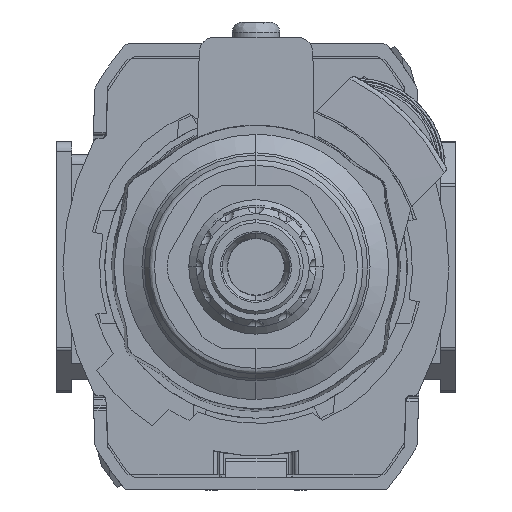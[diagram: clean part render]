
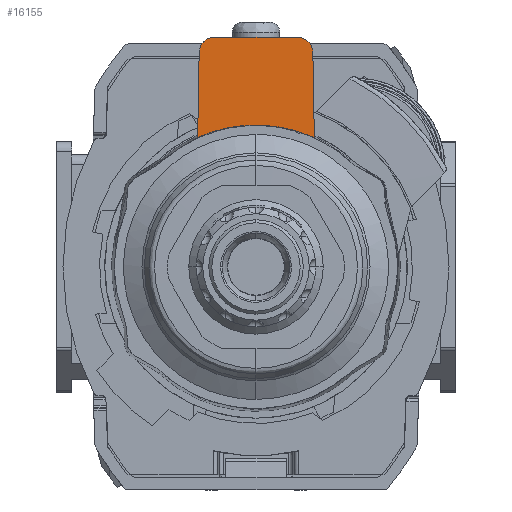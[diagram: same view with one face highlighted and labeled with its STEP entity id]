
A CAD part, front view. The second image highlights one B-rep face of the part: STEP entity #16155.
In plain terms, the highlighted planar face has unit normal (0, -1, 0).
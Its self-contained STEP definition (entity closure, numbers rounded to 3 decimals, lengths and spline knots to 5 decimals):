
#317 = CARTESIAN_POINT ( 'NONE',  ( 0.26086, -3.1311, 0.98352 ) ) ;
#1057 = CARTESIAN_POINT ( 'NONE',  ( -0.25878, -3.1311, 1.00183 ) ) ;
#1242 = LINE ( 'NONE', #39350, #24985 ) ;
#1461 = ORIENTED_EDGE ( 'NONE', *, *, #22116, .F. ) ;
#1948 = ORIENTED_EDGE ( 'NONE', *, *, #26230, .F. ) ;
#2307 = DIRECTION ( 'NONE',  ( 0.017, 0., -1. ) ) ;
#2399 = CARTESIAN_POINT ( 'NONE',  ( -0.16165, -3.1311, 0.63611 ) ) ;
#3300 = FACE_OUTER_BOUND ( 'NONE', #8952, .T. ) ;
#3706 = VERTEX_POINT ( 'NONE', #40992 ) ;
#4004 = CARTESIAN_POINT ( 'NONE',  ( -0.23317, -3.1311, 1.03926 ) ) ;
#4049 = EDGE_CURVE ( 'NONE', #3706, #5223, #40331, .T. ) ;
#5223 = VERTEX_POINT ( 'NONE', #32669 ) ;
#5560 = CARTESIAN_POINT ( 'NONE',  ( -0.25756, -3.1311, 0.59834 ) ) ;
#5787 = CARTESIAN_POINT ( 'NONE',  ( 0.16165, -3.1311, 0.63611 ) ) ;
#5921 = LINE ( 'NONE', #9303, #15337 ) ;
#7503 = CARTESIAN_POINT ( 'NONE',  ( 0.19001, -3.1311, 1.05315 ) ) ;
#8529 = AXIS2_PLACEMENT_3D ( 'NONE', #17041, #30782, #13677 ) ;
#8952 = EDGE_LOOP ( 'NONE', ( #29475, #1948, #25732, #35120, #1461, #31860 ) ) ;
#9303 = CARTESIAN_POINT ( 'NONE',  ( 0.26086, -3.1311, 0.98352 ) ) ;
#9400 = CARTESIAN_POINT ( 'NONE',  ( -0.2677, -3.1311, 0.59376 ) ) ;
#10347 = CARTESIAN_POINT ( 'NONE',  ( -0.2609, -3.1311, 0.98352 ) ) ;
#10565 = CARTESIAN_POINT ( 'NONE',  ( -0.26074, -3.1311, 0.99269 ) ) ;
#12143 = CARTESIAN_POINT ( 'NONE',  ( 0.19001, -3.1311, 1.05315 ) ) ;
#12781 = CARTESIAN_POINT ( 'NONE',  ( -0.08084, -3.1311, 0.65133 ) ) ;
#13318 = VECTOR ( 'NONE', #19001, 39.37008 ) ;
#13677 = DIRECTION ( 'NONE',  ( 0., 0., 1. ) ) ;
#13691 = VERTEX_POINT ( 'NONE', #12143 ) ;
#13844 = CARTESIAN_POINT ( 'NONE',  ( 0.20835, -3.1311, 1.05135 ) ) ;
#14779 = B_SPLINE_CURVE_WITH_KNOTS ( 'NONE', 3,
 ( #10347, #10565, #1057, #20911, #41656, #4004, #21350, #24740, #24091, #27683 ),
 .UNSPECIFIED., .F., .F.,
 ( 4, 2, 2, 2, 4 ),
 ( 0., 0.25, 0.5, 0.75, 1. ),
 .UNSPECIFIED. ) ;
#15337 = VECTOR ( 'NONE', #2307, 39.37008 ) ;
#15711 = EDGE_CURVE ( 'NONE', #25441, #17274, #14779, .T. ) ;
#16155 = ADVANCED_FACE ( 'NONE', ( #3300 ), #34397, .F. ) ;
#17041 = CARTESIAN_POINT ( 'NONE',  ( -0.19005, -3.1311, 0.98228 ) ) ;
#17274 = VERTEX_POINT ( 'NONE', #39120 ) ;
#17438 = CARTESIAN_POINT ( 'NONE',  ( 0.2607, -3.1311, 0.99269 ) ) ;
#19001 = DIRECTION ( 'NONE',  ( 1., 0., 0. ) ) ;
#19297 = CARTESIAN_POINT ( 'NONE',  ( 0.26086, -3.1311, 0.98352 ) ) ;
#19540 = CARTESIAN_POINT ( 'NONE',  ( 0.26766, -3.1311, 0.59378 ) ) ;
#20811 = CARTESIAN_POINT ( 'NONE',  ( 0.22533, -3.1311, 1.0444 ) ) ;
#20911 = CARTESIAN_POINT ( 'NONE',  ( -0.25154, -3.1311, 1.01869 ) ) ;
#21350 = CARTESIAN_POINT ( 'NONE',  ( -0.22537, -3.1311, 1.0444 ) ) ;
#22116 = EDGE_CURVE ( 'NONE', #5223, #25441, #1242, .T. ) ;
#23372 = CARTESIAN_POINT ( 'NONE',  ( 0.24729, -3.1311, 0.60266 ) ) ;
#23770 = CARTESIAN_POINT ( 'NONE',  ( 0.25874, -3.1311, 1.00183 ) ) ;
#24091 = CARTESIAN_POINT ( 'NONE',  ( -0.19922, -3.1311, 1.05315 ) ) ;
#24740 = CARTESIAN_POINT ( 'NONE',  ( -0.20839, -3.1311, 1.05135 ) ) ;
#24924 = DIRECTION ( 'NONE',  ( 0.017, 0., 1. ) ) ;
#24985 = VECTOR ( 'NONE', #24924, 39.37008 ) ;
#25441 = VERTEX_POINT ( 'NONE', #33328 ) ;
#25732 = ORIENTED_EDGE ( 'NONE', *, *, #34072, .F. ) ;
#26208 = CARTESIAN_POINT ( 'NONE',  ( -0.19005, -3.1311, 1.05315 ) ) ;
#26230 = EDGE_CURVE ( 'NONE', #13691, #38320, #39657, .T. ) ;
#27683 = CARTESIAN_POINT ( 'NONE',  ( -0.19005, -3.1311, 1.05315 ) ) ;
#29475 = ORIENTED_EDGE ( 'NONE', *, *, #30213, .F. ) ;
#29889 = CARTESIAN_POINT ( 'NONE',  ( 0.08084, -3.1311, 0.65133 ) ) ;
#30213 = EDGE_CURVE ( 'NONE', #38320, #3706, #5921, .T. ) ;
#30558 = CARTESIAN_POINT ( 'NONE',  ( 0.25754, -3.1311, 0.59835 ) ) ;
#30782 = DIRECTION ( 'NONE',  ( 0., 1., 0. ) ) ;
#31860 = ORIENTED_EDGE ( 'NONE', *, *, #4049, .F. ) ;
#32669 = CARTESIAN_POINT ( 'NONE',  ( -0.2677, -3.1311, 0.59376 ) ) ;
#33201 = LINE ( 'NONE', #26208, #13318 ) ;
#33328 = CARTESIAN_POINT ( 'NONE',  ( -0.2609, -3.1311, 0.98352 ) ) ;
#34072 = EDGE_CURVE ( 'NONE', #17274, #13691, #33201, .T. ) ;
#34397 = PLANE ( 'NONE',  #8529 ) ;
#34571 = CARTESIAN_POINT ( 'NONE',  ( 0.2515, -3.1311, 1.01869 ) ) ;
#35120 = ORIENTED_EDGE ( 'NONE', *, *, #15711, .F. ) ;
#36676 = CARTESIAN_POINT ( 'NONE',  ( -0.24731, -3.1311, 0.60265 ) ) ;
#37747 = CARTESIAN_POINT ( 'NONE',  ( 0.19918, -3.1311, 1.05315 ) ) ;
#38203 = CARTESIAN_POINT ( 'NONE',  ( 0.23313, -3.1311, 1.03926 ) ) ;
#38320 = VERTEX_POINT ( 'NONE', #19297 ) ;
#39120 = CARTESIAN_POINT ( 'NONE',  ( -0.19005, -3.1311, 1.05315 ) ) ;
#39350 = CARTESIAN_POINT ( 'NONE',  ( -0.27343, -3.1311, 0.26575 ) ) ;
#39657 = B_SPLINE_CURVE_WITH_KNOTS ( 'NONE', 3,
 ( #7503, #37747, #13844, #20811, #38203, #44268, #34571, #23770, #17438, #317 ),
 .UNSPECIFIED., .F., .F.,
 ( 4, 2, 2, 2, 4 ),
 ( 0., 0.25, 0.5, 0.75, 1. ),
 .UNSPECIFIED. ) ;
#40331 = B_SPLINE_CURVE_WITH_KNOTS ( 'NONE', 3,
 ( #19540, #30558, #23372, #5787, #29889, #12781, #2399, #36676, #5560, #9400 ),
 .UNSPECIFIED., .F., .F.,
 ( 4, 2, 2, 2, 4 ),
 ( 0., 0.06041, 0.49996, 0.93951, 1. ),
 .UNSPECIFIED. ) ;
#40992 = CARTESIAN_POINT ( 'NONE',  ( 0.26766, -3.1311, 0.59378 ) ) ;
#41656 = CARTESIAN_POINT ( 'NONE',  ( -0.24626, -3.1311, 1.0264 ) ) ;
#44268 = CARTESIAN_POINT ( 'NONE',  ( 0.24622, -3.1311, 1.0264 ) ) ;
